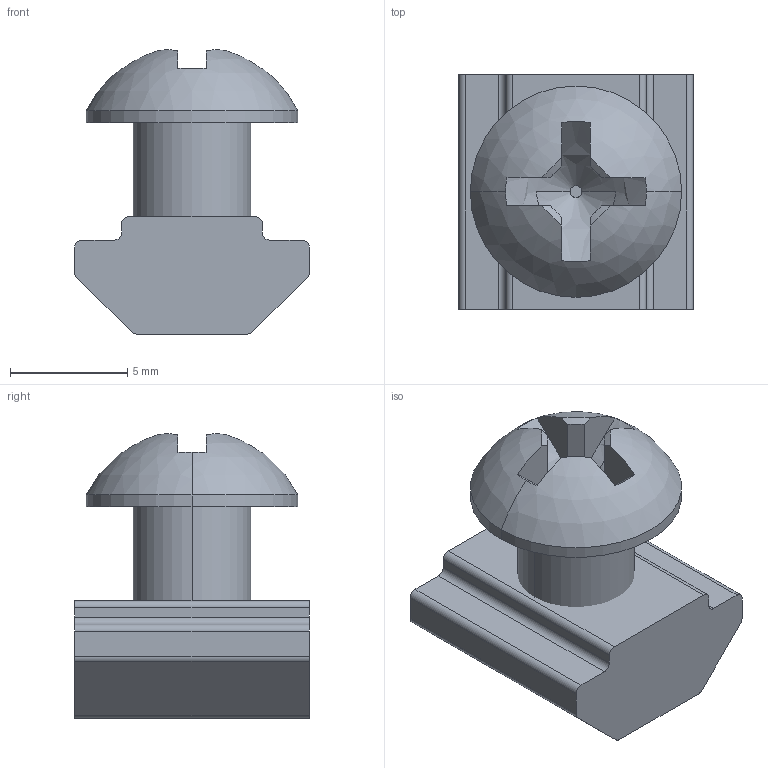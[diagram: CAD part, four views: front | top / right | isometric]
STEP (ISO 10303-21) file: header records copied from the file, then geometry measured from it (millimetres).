
FILE_DESCRIPTION(/* description */ (''),/* implementation_level */ '2;1');
FILE_NAME(/* name */ '79D-204-0.stp',/* time_stamp */ '2022-07-21T11:37:06-04:00',/* author */ ('aorselli'),/* organization */ (''),/* preprocessor_version */ 'ST-DEVELOPER v18.1',/* originating_system */ 'AutoCAD Mechanical',/* authorisation */ '');
FILE_SCHEMA (('AUTOMOTIVE_DESIGN { 1 0 10303 214 3 1 1 }'));
Length unit declared in the file: millimetre
Products named in the file (1): 79D-204-0
Bounding box: 10 x 10 x 12.1 mm (x, y, z)
Volume: 589.9 mm3; surface area: 694 mm2
Topology: 2 solids, 2 shells, 58 faces, 154 edges, 100 vertices
Faces by surface type: plane 28, cylinder 16, cone 12, sphere 2
Entity records: 1933 total; most frequent: CARTESIAN_POINT 441, DIRECTION 318, ORIENTED_EDGE 308, EDGE_CURVE 154, AXIS2_PLACEMENT_3D 127, VERTEX_POINT 100, CIRCLE 68, LINE 64
